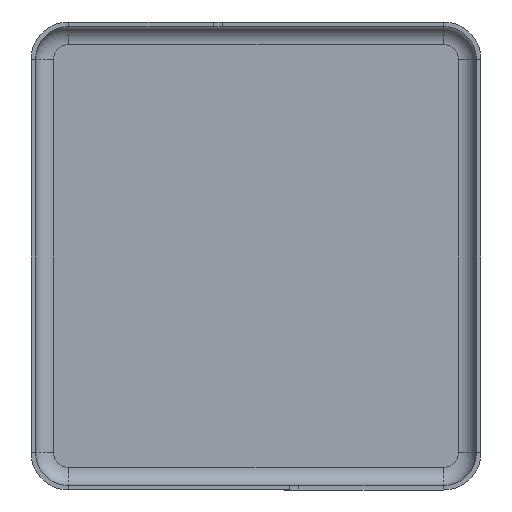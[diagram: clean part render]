
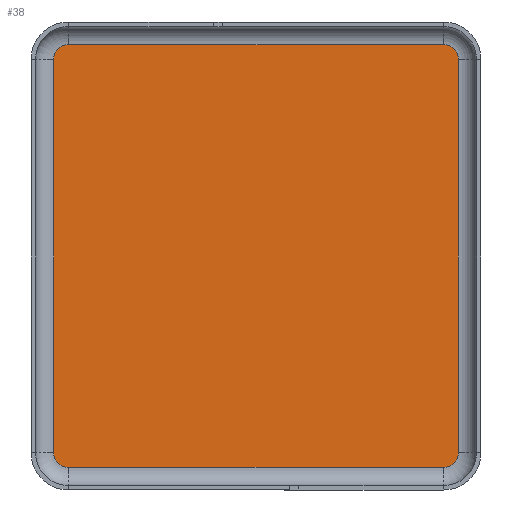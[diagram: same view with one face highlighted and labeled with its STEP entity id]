
A CAD part, front view. The second image highlights one B-rep face of the part: STEP entity #38.
In plain terms, the highlighted planar face has unit normal (0, -1, 0).
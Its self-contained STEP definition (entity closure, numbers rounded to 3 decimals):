
#5 = PLANE ( 'NONE',  #71 ) ;
#28 = LINE ( 'NONE', #1121, #1130 ) ;
#33 = ORIENTED_EDGE ( 'NONE', *, *, #1196, .F. ) ;
#38 = ADVANCED_FACE ( 'NONE', ( #1359 ), #5, .T. ) ;
#44 = LINE ( 'NONE', #1075, #989 ) ;
#46 = CARTESIAN_POINT ( 'NONE',  ( 12.5, -0.3, -14.1 ) ) ;
#58 = EDGE_CURVE ( 'NONE', #567, #1259, #262, .T. ) ;
#71 = AXIS2_PLACEMENT_3D ( 'NONE', #754, #869, #877 ) ;
#186 = EDGE_CURVE ( 'NONE', #1386, #1261, #28, .T. ) ;
#262 = LINE ( 'NONE', #540, #1066 ) ;
#305 = CARTESIAN_POINT ( 'NONE',  ( 13.5, -0.3, -13.1 ) ) ;
#313 = ORIENTED_EDGE ( 'NONE', *, *, #1411, .F. ) ;
#327 = VECTOR ( 'NONE', #732, 1000. ) ;
#329 = CARTESIAN_POINT ( 'NONE',  ( 13.5, -0.3, 13.1 ) ) ;
#361 = CIRCLE ( 'NONE', #553, 1. ) ;
#375 = CARTESIAN_POINT ( 'NONE',  ( 12.5, -0.3, 14.1 ) ) ;
#384 = EDGE_CURVE ( 'NONE', #821, #993, #44, .T. ) ;
#406 = EDGE_CURVE ( 'NONE', #1087, #546, #956, .T. ) ;
#423 = DIRECTION ( 'NONE',  ( 1., 0., 0. ) ) ;
#437 = DIRECTION ( 'NONE',  ( 0., 1., 0. ) ) ;
#471 = CARTESIAN_POINT ( 'NONE',  ( -13.5, -0.3, 13.1 ) ) ;
#526 = DIRECTION ( 'NONE',  ( 0., 0., 1. ) ) ;
#537 = CIRCLE ( 'NONE', #991, 1. ) ;
#540 = CARTESIAN_POINT ( 'NONE',  ( -12.5, -0.3, 14.1 ) ) ;
#546 = VERTEX_POINT ( 'NONE', #305 ) ;
#553 = AXIS2_PLACEMENT_3D ( 'NONE', #943, #1257, #1381 ) ;
#567 = VERTEX_POINT ( 'NONE', #647 ) ;
#601 = ORIENTED_EDGE ( 'NONE', *, *, #384, .F. ) ;
#606 = CARTESIAN_POINT ( 'NONE',  ( 13.5, -0.3, 13.1 ) ) ;
#626 = EDGE_CURVE ( 'NONE', #1261, #567, #1428, .T. ) ;
#647 = CARTESIAN_POINT ( 'NONE',  ( -12.5, -0.3, 14.1 ) ) ;
#657 = CARTESIAN_POINT ( 'NONE',  ( -12.5, -0.3, -13.1 ) ) ;
#731 = DIRECTION ( 'NONE',  ( 0., 1., 0. ) ) ;
#732 = DIRECTION ( 'NONE',  ( 0., 0., -1. ) ) ;
#733 = EDGE_LOOP ( 'NONE', ( #33, #905, #1282, #1297, #1068, #601, #313, #1072 ) ) ;
#743 = AXIS2_PLACEMENT_3D ( 'NONE', #983, #1211, #526 ) ;
#754 = CARTESIAN_POINT ( 'NONE',  ( 12.5, -0.3, 13.1 ) ) ;
#764 = AXIS2_PLACEMENT_3D ( 'NONE', #657, #437, #1231 ) ;
#821 = VERTEX_POINT ( 'NONE', #46 ) ;
#838 = DIRECTION ( 'NONE',  ( -1., 0., 0. ) ) ;
#869 = DIRECTION ( 'NONE',  ( 0., -1., 0. ) ) ;
#877 = DIRECTION ( 'NONE',  ( 0., 0., -1. ) ) ;
#905 = ORIENTED_EDGE ( 'NONE', *, *, #58, .F. ) ;
#935 = CIRCLE ( 'NONE', #764, 1. ) ;
#943 = CARTESIAN_POINT ( 'NONE',  ( 12.5, -0.3, 13.1 ) ) ;
#956 = LINE ( 'NONE', #606, #327 ) ;
#962 = CARTESIAN_POINT ( 'NONE',  ( 12.5, -0.3, -13.1 ) ) ;
#983 = CARTESIAN_POINT ( 'NONE',  ( -12.5, -0.3, 13.1 ) ) ;
#989 = VECTOR ( 'NONE', #838, 1000. ) ;
#991 = AXIS2_PLACEMENT_3D ( 'NONE', #962, #731, #1168 ) ;
#993 = VERTEX_POINT ( 'NONE', #1326 ) ;
#1066 = VECTOR ( 'NONE', #423, 1000. ) ;
#1068 = ORIENTED_EDGE ( 'NONE', *, *, #1095, .F. ) ;
#1072 = ORIENTED_EDGE ( 'NONE', *, *, #406, .F. ) ;
#1075 = CARTESIAN_POINT ( 'NONE',  ( 12.5, -0.3, -14.1 ) ) ;
#1087 = VERTEX_POINT ( 'NONE', #329 ) ;
#1095 = EDGE_CURVE ( 'NONE', #993, #1386, #935, .T. ) ;
#1121 = CARTESIAN_POINT ( 'NONE',  ( -13.5, -0.3, -13.1 ) ) ;
#1130 = VECTOR ( 'NONE', #1345, 1000. ) ;
#1168 = DIRECTION ( 'NONE',  ( 0., 0., 1. ) ) ;
#1196 = EDGE_CURVE ( 'NONE', #1259, #1087, #361, .T. ) ;
#1211 = DIRECTION ( 'NONE',  ( 0., 1., 0. ) ) ;
#1231 = DIRECTION ( 'NONE',  ( 0., 0., 1. ) ) ;
#1257 = DIRECTION ( 'NONE',  ( 0., 1., 0. ) ) ;
#1259 = VERTEX_POINT ( 'NONE', #375 ) ;
#1261 = VERTEX_POINT ( 'NONE', #471 ) ;
#1282 = ORIENTED_EDGE ( 'NONE', *, *, #626, .F. ) ;
#1297 = ORIENTED_EDGE ( 'NONE', *, *, #186, .F. ) ;
#1326 = CARTESIAN_POINT ( 'NONE',  ( -12.5, -0.3, -14.1 ) ) ;
#1345 = DIRECTION ( 'NONE',  ( 0., 0., 1. ) ) ;
#1359 = FACE_OUTER_BOUND ( 'NONE', #733, .T. ) ;
#1381 = DIRECTION ( 'NONE',  ( 0., 0., 1. ) ) ;
#1386 = VERTEX_POINT ( 'NONE', #1405 ) ;
#1405 = CARTESIAN_POINT ( 'NONE',  ( -13.5, -0.3, -13.1 ) ) ;
#1411 = EDGE_CURVE ( 'NONE', #546, #821, #537, .T. ) ;
#1428 = CIRCLE ( 'NONE', #743, 1. ) ;
